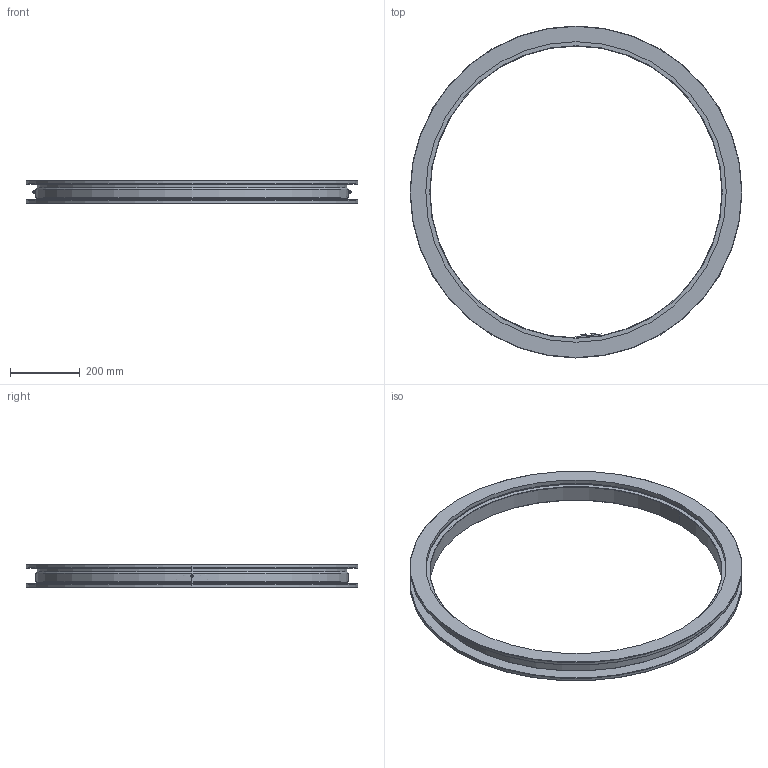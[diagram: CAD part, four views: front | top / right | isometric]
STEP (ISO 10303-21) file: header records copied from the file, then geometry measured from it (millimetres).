
FILE_DESCRIPTION (( 'STEP AP214' ), '1' );
FILE_NAME ('U.950.14 - Cast Iron.STEP', '2020-06-02T14:34:29', ( '' ), ( '' ), 'SwSTEP 2.0', 'SolidWorks 2016', '' );
FILE_SCHEMA (( 'AUTOMOTIVE_DESIGN' ));
Length unit declared in the file: millimetre
Products named in the file (7): U.950.14 - IR; U.950.14 - OR; U.950.14 - Plug; Ball D14; U.950.14 - Cast Iron; Grease nipple M6x1mm; Hex Bolt M8x15mm_A4-70
Assembly tree (147 placements, depth 2):
  U.950.14 - Cast Iron
    U.950.14 - IR
    U.950.14 - OR
    Ball D14  x140
    Grease nipple M6x1mm  x2
    U.950.14 - Plug
    Hex Bolt M8x15mm_A4-70  x2
Bounding box: 950 x 950 x 65 mm (x, y, z)
Volume: 5603342 mm3; surface area: 1246166.3 mm2
Topology: 147 solids, 147 shells, 457 faces, 1362 edges, 924 vertices
Faces by surface type: sphere 280, cone 64, plane 49, cylinder 42, torus 22
Entity records: 5326 total; most frequent: CARTESIAN_POINT 1332, DIRECTION 886, ORIENTED_EDGE 536, AXIS2_PLACEMENT_3D 400, EDGE_CURVE 268, VERTEX_POINT 158, PRODUCT_DEFINITION_SHAPE 154, ITEM_DEFINED_TRANSFORMATION 147
